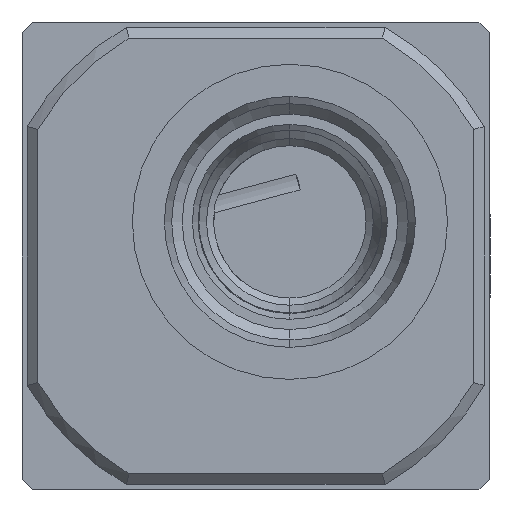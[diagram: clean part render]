
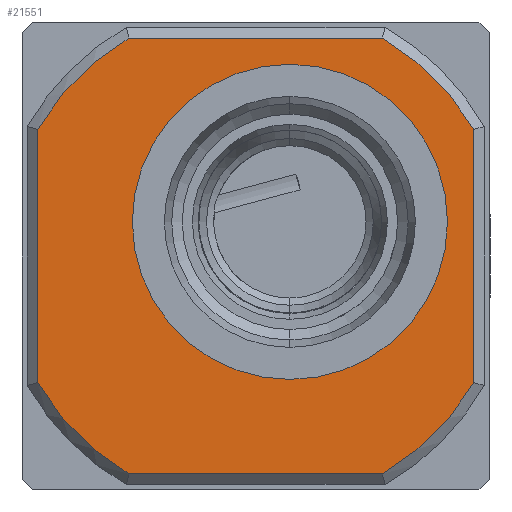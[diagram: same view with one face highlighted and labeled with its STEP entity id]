
A CAD part, left-side view. The second image highlights one B-rep face of the part: STEP entity #21551.
In plain terms, the highlighted planar face has unit normal (-1, 0, 0).
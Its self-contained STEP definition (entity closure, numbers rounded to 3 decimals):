
#153 = AXIS2_PLACEMENT_3D ( 'NONE', #8545, #17439, #22499 ) ;
#406 = ORIENTED_EDGE ( 'NONE', *, *, #13009, .T. ) ;
#594 = LINE ( 'NONE', #2309, #12348 ) ;
#785 = ORIENTED_EDGE ( 'NONE', *, *, #4504, .T. ) ;
#845 = ORIENTED_EDGE ( 'NONE', *, *, #11927, .F. ) ;
#996 = DIRECTION ( 'NONE',  ( 0., 0., 1. ) ) ;
#1350 = VECTOR ( 'NONE', #996, 1000. ) ;
#1462 = CIRCLE ( 'NONE', #6702, 24. ) ;
#1594 = VERTEX_POINT ( 'NONE', #12992 ) ;
#2105 = VERTEX_POINT ( 'NONE', #11371 ) ;
#2309 = CARTESIAN_POINT ( 'NONE',  ( -33.3, -34.576, 1.5 ) ) ;
#2928 = EDGE_CURVE ( 'NONE', #13613, #21940, #12423, .T. ) ;
#3025 = LINE ( 'NONE', #8077, #1350 ) ;
#3390 = VERTEX_POINT ( 'NONE', #19316 ) ;
#3431 = EDGE_CURVE ( 'NONE', #5665, #3506, #22689, .T. ) ;
#3480 = DIRECTION ( 'NONE',  ( 0., 1., 0. ) ) ;
#3506 = VERTEX_POINT ( 'NONE', #5580 ) ;
#3611 = DIRECTION ( 'NONE',  ( -1., 0., 0. ) ) ;
#3987 = EDGE_CURVE ( 'NONE', #21940, #16754, #1462, .T. ) ;
#4035 = EDGE_LOOP ( 'NONE', ( #5268, #845 ) ) ;
#4200 = AXIS2_PLACEMENT_3D ( 'NONE', #17176, #21074, #15610 ) ;
#4428 = EDGE_CURVE ( 'NONE', #1594, #3390, #3025, .T. ) ;
#4504 = EDGE_CURVE ( 'NONE', #3506, #13613, #6651, .T. ) ;
#4802 = AXIS2_PLACEMENT_3D ( 'NONE', #19911, #18260, #5622 ) ;
#4840 = ORIENTED_EDGE ( 'NONE', *, *, #9749, .T. ) ;
#4936 = CARTESIAN_POINT ( 'NONE',  ( -33.3, -1.5, 10.19 ) ) ;
#5115 = CARTESIAN_POINT ( 'NONE',  ( -33.3, -9.924, 43. ) ) ;
#5268 = ORIENTED_EDGE ( 'NONE', *, *, #11746, .F. ) ;
#5580 = CARTESIAN_POINT ( 'NONE',  ( -33.3, -10.19, 43. ) ) ;
#5618 = CARTESIAN_POINT ( 'NONE',  ( -33.3, -19., 4. ) ) ;
#5622 = DIRECTION ( 'NONE',  ( 0., 0., 1. ) ) ;
#5665 = VERTEX_POINT ( 'NONE', #22494 ) ;
#5784 = DIRECTION ( 'NONE',  ( -1., 0., 0. ) ) ;
#6651 = CIRCLE ( 'NONE', #153, 24. ) ;
#6702 = AXIS2_PLACEMENT_3D ( 'NONE', #6812, #8600, #15476 ) ;
#6812 = CARTESIAN_POINT ( 'NONE',  ( -33.3, -22.25, 22.25 ) ) ;
#7538 = DIRECTION ( 'NONE',  ( 0., 0., 1. ) ) ;
#8077 = CARTESIAN_POINT ( 'NONE',  ( -33.3, -43., 34.576 ) ) ;
#8352 = CIRCLE ( 'NONE', #4802, 15. ) ;
#8518 = CARTESIAN_POINT ( 'NONE',  ( -33.3, -19., 34. ) ) ;
#8545 = CARTESIAN_POINT ( 'NONE',  ( -33.3, -22.25, 22.25 ) ) ;
#8600 = DIRECTION ( 'NONE',  ( -1., 0., 0. ) ) ;
#9387 = ORIENTED_EDGE ( 'NONE', *, *, #2928, .T. ) ;
#9422 = PLANE ( 'NONE',  #10839 ) ;
#9618 = CARTESIAN_POINT ( 'NONE',  ( -33.3, -10.19, 1.5 ) ) ;
#9749 = EDGE_CURVE ( 'NONE', #2105, #1594, #17622, .T. ) ;
#9930 = ORIENTED_EDGE ( 'NONE', *, *, #3987, .T. ) ;
#10747 = EDGE_CURVE ( 'NONE', #16754, #2105, #594, .T. ) ;
#10776 = CIRCLE ( 'NONE', #16039, 24. ) ;
#10790 = AXIS2_PLACEMENT_3D ( 'NONE', #16157, #5784, #16383 ) ;
#10839 = AXIS2_PLACEMENT_3D ( 'NONE', #19954, #11309, #7538 ) ;
#10958 = DIRECTION ( 'NONE',  ( 0., 0., 1. ) ) ;
#11309 = DIRECTION ( 'NONE',  ( -1., 0., 0. ) ) ;
#11371 = CARTESIAN_POINT ( 'NONE',  ( -33.3, -34.31, 1.5 ) ) ;
#11746 = EDGE_CURVE ( 'NONE', #19063, #20890, #19836, .T. ) ;
#11927 = EDGE_CURVE ( 'NONE', #20890, #19063, #8352, .T. ) ;
#12348 = VECTOR ( 'NONE', #19946, 1000. ) ;
#12423 = LINE ( 'NONE', #17690, #20514 ) ;
#12992 = CARTESIAN_POINT ( 'NONE',  ( -33.3, -43., 10.19 ) ) ;
#13009 = EDGE_CURVE ( 'NONE', #3390, #5665, #10776, .T. ) ;
#13613 = VERTEX_POINT ( 'NONE', #14372 ) ;
#13969 = DIRECTION ( 'NONE',  ( 0., 0., -1. ) ) ;
#14372 = CARTESIAN_POINT ( 'NONE',  ( -33.3, -1.5, 34.31 ) ) ;
#14491 = FACE_OUTER_BOUND ( 'NONE', #16465, .T. ) ;
#14657 = ORIENTED_EDGE ( 'NONE', *, *, #3431, .T. ) ;
#15476 = DIRECTION ( 'NONE',  ( 0., 0., 1. ) ) ;
#15610 = DIRECTION ( 'NONE',  ( 0., 0., 1. ) ) ;
#16039 = AXIS2_PLACEMENT_3D ( 'NONE', #19848, #3611, #10958 ) ;
#16157 = CARTESIAN_POINT ( 'NONE',  ( -33.3, -22.25, 22.25 ) ) ;
#16383 = DIRECTION ( 'NONE',  ( 0., 0., 1. ) ) ;
#16465 = EDGE_LOOP ( 'NONE', ( #9930, #16587, #4840, #21637, #406, #14657, #785, #9387 ) ) ;
#16587 = ORIENTED_EDGE ( 'NONE', *, *, #10747, .T. ) ;
#16754 = VERTEX_POINT ( 'NONE', #9618 ) ;
#17176 = CARTESIAN_POINT ( 'NONE',  ( -33.3, -19., 19. ) ) ;
#17439 = DIRECTION ( 'NONE',  ( -1., 0., 0. ) ) ;
#17533 = FACE_BOUND ( 'NONE', #4035, .T. ) ;
#17622 = CIRCLE ( 'NONE', #10790, 24. ) ;
#17690 = CARTESIAN_POINT ( 'NONE',  ( -33.3, -1.5, 9.924 ) ) ;
#18260 = DIRECTION ( 'NONE',  ( -1., 0., 0. ) ) ;
#19063 = VERTEX_POINT ( 'NONE', #8518 ) ;
#19316 = CARTESIAN_POINT ( 'NONE',  ( -33.3, -43., 34.31 ) ) ;
#19836 = CIRCLE ( 'NONE', #4200, 15. ) ;
#19848 = CARTESIAN_POINT ( 'NONE',  ( -33.3, -22.25, 22.25 ) ) ;
#19911 = CARTESIAN_POINT ( 'NONE',  ( -33.3, -19., 19. ) ) ;
#19946 = DIRECTION ( 'NONE',  ( 0., -1., 0. ) ) ;
#19954 = CARTESIAN_POINT ( 'NONE',  ( -33.3, -22.25, 22.25 ) ) ;
#20488 = VECTOR ( 'NONE', #3480, 1000. ) ;
#20514 = VECTOR ( 'NONE', #13969, 1000. ) ;
#20890 = VERTEX_POINT ( 'NONE', #5618 ) ;
#21074 = DIRECTION ( 'NONE',  ( -1., 0., 0. ) ) ;
#21551 = ADVANCED_FACE ( 'NONE', ( #14491, #17533 ), #9422, .T. ) ;
#21637 = ORIENTED_EDGE ( 'NONE', *, *, #4428, .T. ) ;
#21940 = VERTEX_POINT ( 'NONE', #4936 ) ;
#22494 = CARTESIAN_POINT ( 'NONE',  ( -33.3, -34.31, 43. ) ) ;
#22499 = DIRECTION ( 'NONE',  ( 0., 0., 1. ) ) ;
#22689 = LINE ( 'NONE', #5115, #20488 ) ;
